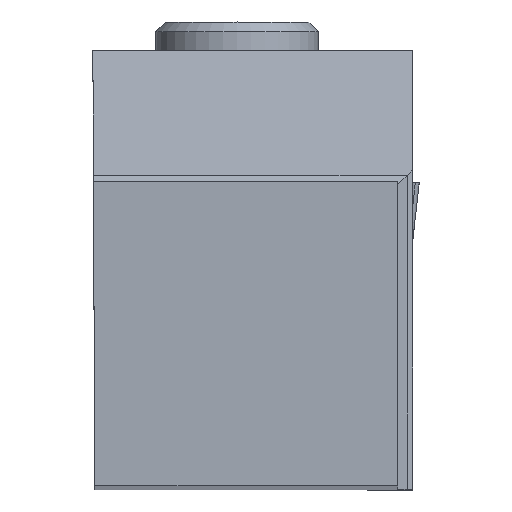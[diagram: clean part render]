
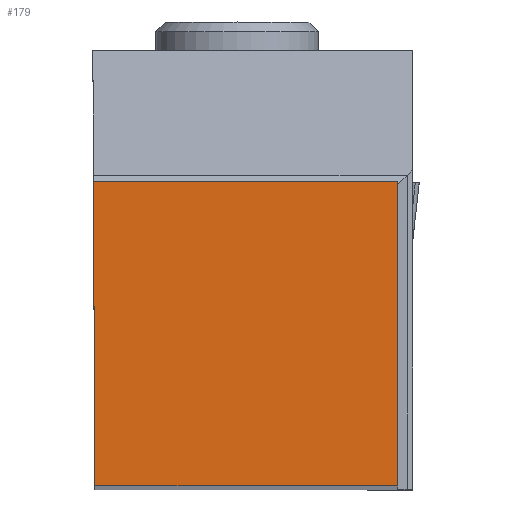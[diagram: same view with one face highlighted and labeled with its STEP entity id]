
A CAD part, top view. The second image highlights one B-rep face of the part: STEP entity #179.
In plain terms, the highlighted planar face has unit normal (0, 0, 1).
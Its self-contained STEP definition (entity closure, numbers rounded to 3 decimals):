
#179=ADVANCED_FACE('BLANK_BOXF006',(#283),#228,.F.);
#228=PLANE('',#1296);
#283=FACE_OUTER_BOUND('',#340,.T.);
#340=EDGE_LOOP('',(#583,#584,#585,#586));
#583=ORIENTED_EDGE('',*,*,#899,.T.);
#584=ORIENTED_EDGE('',*,*,#900,.T.);
#585=ORIENTED_EDGE('',*,*,#895,.T.);
#586=ORIENTED_EDGE('',*,*,#891,.T.);
#754=VERTEX_POINT('',#2022);
#755=VERTEX_POINT('',#2024);
#757=VERTEX_POINT('',#2031);
#760=VERTEX_POINT('',#2039);
#891=EDGE_CURVE('',#755,#754,#1019,.T.);
#895=EDGE_CURVE('',#757,#755,#1023,.T.);
#899=EDGE_CURVE('',#754,#760,#1027,.T.);
#900=EDGE_CURVE('',#760,#757,#1028,.T.);
#1019=LINE('',#2023,#1149);
#1023=LINE('',#2030,#1153);
#1027=LINE('',#2038,#1157);
#1028=LINE('',#2040,#1158);
#1149=VECTOR('',#1529,1.);
#1153=VECTOR('',#1535,1.);
#1157=VECTOR('',#1541,1.);
#1158=VECTOR('',#1542,1.);
#1296=AXIS2_PLACEMENT_3D('',#2041,#1543,#1544);
#1529=DIRECTION('',(1.,0.,0.));
#1535=DIRECTION('',(0.004,-1.,0.));
#1541=DIRECTION('',(0.,1.,0.));
#1542=DIRECTION('',(-1.,0.,0.));
#1543=DIRECTION('',(0.,0.,-1.));
#1544=DIRECTION('',(0.,-1.,0.));
#2022=CARTESIAN_POINT('',(15.875,0.,0.));
#2023=CARTESIAN_POINT('',(-125.55,0.,0.));
#2024=CARTESIAN_POINT('',(0.069,0.,0.));
#2030=CARTESIAN_POINT('',(-0.479,125.549,0.));
#2031=CARTESIAN_POINT('',(0.,15.875,0.));
#2038=CARTESIAN_POINT('',(15.875,-125.55,0.));
#2039=CARTESIAN_POINT('',(15.875,15.875,0.));
#2040=CARTESIAN_POINT('',(125.55,15.875,0.));
#2041=CARTESIAN_POINT('',(16.675,-5.,0.));
